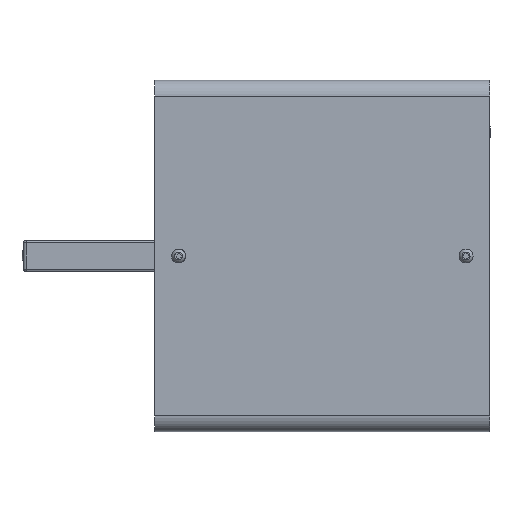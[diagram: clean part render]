
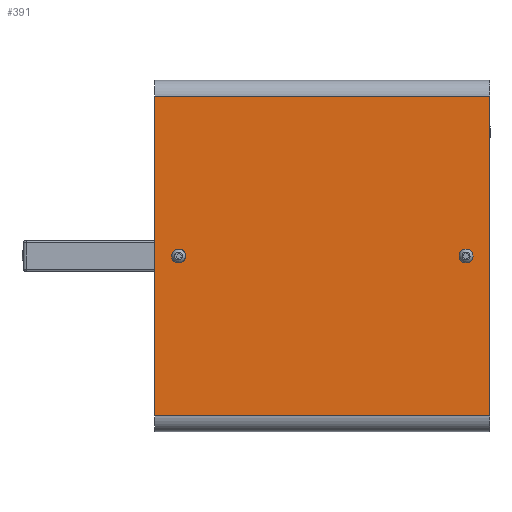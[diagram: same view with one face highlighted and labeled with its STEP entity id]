
A CAD part, left-side view. The second image highlights one B-rep face of the part: STEP entity #391.
In plain terms, the highlighted planar face has unit normal (-1, 0, 0).
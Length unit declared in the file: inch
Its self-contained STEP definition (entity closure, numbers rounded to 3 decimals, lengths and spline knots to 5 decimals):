
#261 = FACE_OUTER_BOUND ( 'NONE', #534, .T. ) ;
#391 = ADVANCED_FACE ( 'NONE', ( #4944, #261, #10903 ), #4029, .T. ) ;
#534 = EDGE_LOOP ( 'NONE', ( #6531, #5799, #11954, #7627 ) ) ;
#675 = CARTESIAN_POINT ( 'NONE',  ( -6.75, 0.29713, 0. ) ) ;
#731 = VECTOR ( 'NONE', #11567, 39.37008 ) ;
#814 = VECTOR ( 'NONE', #11274, 39.37008 ) ;
#913 = LINE ( 'NONE', #2765, #5743 ) ;
#1821 = CARTESIAN_POINT ( 'NONE',  ( -6.75, 10.26563, -5. ) ) ;
#2240 = DIRECTION ( 'NONE',  ( -1., 0., 0. ) ) ;
#2687 = DIRECTION ( 'NONE',  ( -1., 0., 0. ) ) ;
#2765 = CARTESIAN_POINT ( 'NONE',  ( -6.75, -0.23437, 5. ) ) ;
#2877 = CARTESIAN_POINT ( 'NONE',  ( -6.75, 10.26563, -5. ) ) ;
#2985 = EDGE_CURVE ( 'NONE', #9537, #11553, #3621, .T. ) ;
#3033 = AXIS2_PLACEMENT_3D ( 'NONE', #7599, #6865, #8603 ) ;
#3621 = LINE ( 'NONE', #1821, #814 ) ;
#3831 = CARTESIAN_POINT ( 'NONE',  ( -6.75, -0.23437, 5.5 ) ) ;
#4029 = PLANE ( 'NONE',  #8872 ) ;
#4269 = ORIENTED_EDGE ( 'NONE', *, *, #6997, .F. ) ;
#4706 = VERTEX_POINT ( 'NONE', #9993 ) ;
#4896 = CARTESIAN_POINT ( 'NONE',  ( -6.75, 10.26563, 5.5 ) ) ;
#4944 = FACE_BOUND ( 'NONE', #9962, .T. ) ;
#5038 = AXIS2_PLACEMENT_3D ( 'NONE', #5702, #2687, #10301 ) ;
#5597 = LINE ( 'NONE', #4896, #10137 ) ;
#5639 = CIRCLE ( 'NONE', #5038, 0.2185 ) ;
#5702 = CARTESIAN_POINT ( 'NONE',  ( -6.75, 0.51563, 0. ) ) ;
#5705 = EDGE_CURVE ( 'NONE', #9537, #4706, #5597, .T. ) ;
#5743 = VECTOR ( 'NONE', #10328, 39.37008 ) ;
#5799 = ORIENTED_EDGE ( 'NONE', *, *, #7453, .F. ) ;
#5848 = CARTESIAN_POINT ( 'NONE',  ( -6.75, 9.29713, 0. ) ) ;
#6409 = CIRCLE ( 'NONE', #3033, 0.2185 ) ;
#6531 = ORIENTED_EDGE ( 'NONE', *, *, #2985, .T. ) ;
#6865 = DIRECTION ( 'NONE',  ( -1., 0., 0. ) ) ;
#6997 = EDGE_CURVE ( 'NONE', #8350, #8350, #5639, .T. ) ;
#7054 = CARTESIAN_POINT ( 'NONE',  ( -6.75, -0.23437, 5. ) ) ;
#7453 = EDGE_CURVE ( 'NONE', #8612, #11553, #11624, .T. ) ;
#7558 = CARTESIAN_POINT ( 'NONE',  ( -6.75, -0.23437, -5. ) ) ;
#7581 = DIRECTION ( 'NONE',  ( 0., 0., 1. ) ) ;
#7599 = CARTESIAN_POINT ( 'NONE',  ( -6.75, 9.51563, 0. ) ) ;
#7627 = ORIENTED_EDGE ( 'NONE', *, *, #5705, .F. ) ;
#7941 = CARTESIAN_POINT ( 'NONE',  ( -6.75, 9.51563, 0. ) ) ;
#8350 = VERTEX_POINT ( 'NONE', #675 ) ;
#8444 = EDGE_CURVE ( 'NONE', #8612, #4706, #913, .T. ) ;
#8603 = DIRECTION ( 'NONE',  ( 0., -1., 0. ) ) ;
#8612 = VERTEX_POINT ( 'NONE', #7054 ) ;
#8817 = DIRECTION ( 'NONE',  ( 0., -1., 0. ) ) ;
#8872 = AXIS2_PLACEMENT_3D ( 'NONE', #7941, #2240, #8817 ) ;
#9537 = VERTEX_POINT ( 'NONE', #2877 ) ;
#9639 = VERTEX_POINT ( 'NONE', #5848 ) ;
#9649 = ORIENTED_EDGE ( 'NONE', *, *, #10878, .F. ) ;
#9962 = EDGE_LOOP ( 'NONE', ( #9649 ) ) ;
#9993 = CARTESIAN_POINT ( 'NONE',  ( -6.75, 10.26563, 5. ) ) ;
#10137 = VECTOR ( 'NONE', #7581, 39.37008 ) ;
#10301 = DIRECTION ( 'NONE',  ( 0., -1., 0. ) ) ;
#10328 = DIRECTION ( 'NONE',  ( 0., 1., 0. ) ) ;
#10557 = EDGE_LOOP ( 'NONE', ( #4269 ) ) ;
#10878 = EDGE_CURVE ( 'NONE', #9639, #9639, #6409, .T. ) ;
#10903 = FACE_BOUND ( 'NONE', #10557, .T. ) ;
#11274 = DIRECTION ( 'NONE',  ( 0., -1., 0. ) ) ;
#11553 = VERTEX_POINT ( 'NONE', #7558 ) ;
#11567 = DIRECTION ( 'NONE',  ( 0., 0., -1. ) ) ;
#11624 = LINE ( 'NONE', #3831, #731 ) ;
#11954 = ORIENTED_EDGE ( 'NONE', *, *, #8444, .T. ) ;
